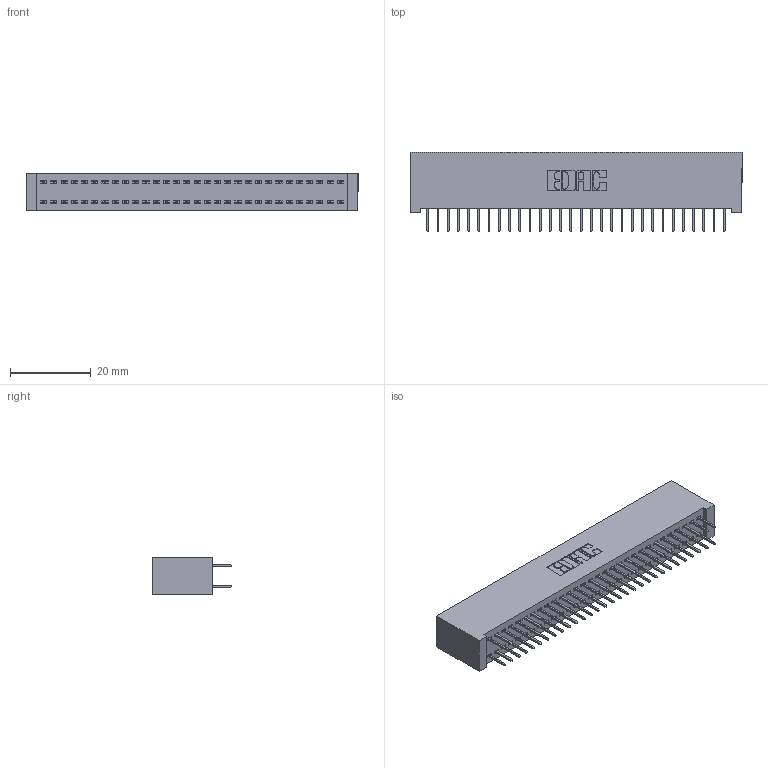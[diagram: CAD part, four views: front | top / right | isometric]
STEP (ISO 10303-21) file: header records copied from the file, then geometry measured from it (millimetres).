
FILE_DESCRIPTION (( 'STEP AP203' ), '1' );
FILE_NAME ('392-060-524-201.STEP', '2019-10-08T17:17:02', ( '' ), ( '' ), 'SwSTEP 2.0', 'SolidWorks 2016', '' );
FILE_SCHEMA (( 'CONFIG_CONTROL_DESIGN' ));
Length unit declared in the file: inch
Products named in the file (3): 342 Part_Lugless; 345-292-001_345-293-124; 392-060-524-201
Assembly tree (61 placements, depth 2):
  392-060-524-201
    342 Part_Lugless
    345-292-001_345-293-124  x60
Bounding box: 82.45 x 19.69 x 9.4 mm (x, y, z)
Volume: 7699.9 mm3; surface area: 12447.8 mm2
Topology: 61 solids, 61 shells, 3462 faces, 9815 edges, 6302 vertices
Faces by surface type: plane 2582, cylinder 880
Entity records: 20517 total; most frequent: CARTESIAN_POINT 3410, ORIENTED_EDGE 3346, DIRECTION 2929, EDGE_CURVE 1673, LINE 1557, VECTOR 1557, VERTEX_POINT 1110, AXIS2_PLACEMENT_3D 686
